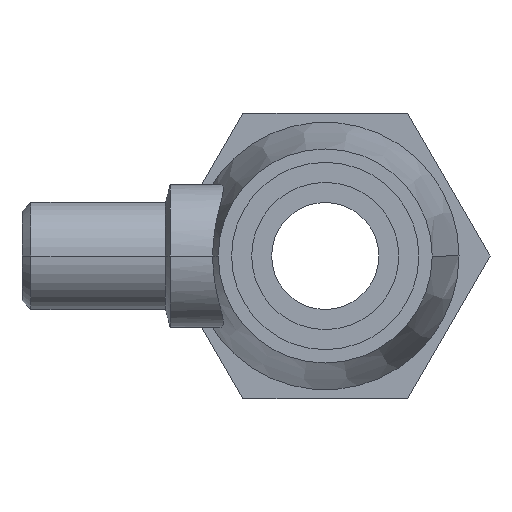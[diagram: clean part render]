
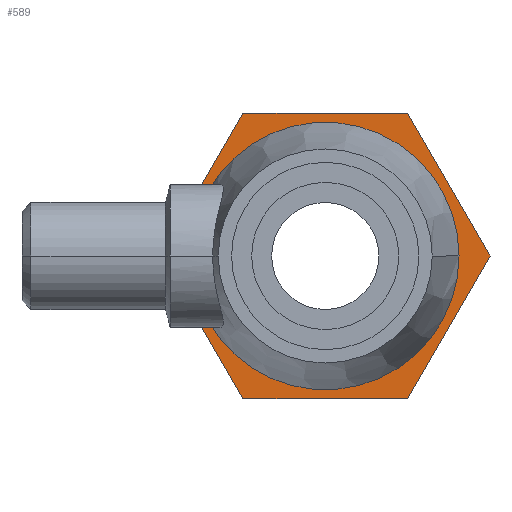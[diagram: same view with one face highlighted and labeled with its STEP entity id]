
A CAD part, left-side view. The second image highlights one B-rep face of the part: STEP entity #589.
In plain terms, the highlighted planar face has unit normal (-1, 0, 0).
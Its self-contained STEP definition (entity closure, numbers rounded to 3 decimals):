
#361 = EDGE_CURVE( '', #551, #823, #1024, .T. );
#365 = VERTEX_POINT( '', #1029 );
#395 = EDGE_CURVE( '', #689, #935, #1060, .T. );
#441 = EDGE_CURVE( '', #531, #551, #1111, .T. );
#479 = EDGE_CURVE( '', #365, #711, #1152, .T. );
#489 = EDGE_CURVE( '', #711, #531, #1163, .T. );
#531 = VERTEX_POINT( '', #1209 );
#551 = VERTEX_POINT( '', #1233 );
#589 = ADVANCED_FACE( '', ( #1274, #1275 ), #1276, .T. );
#647 = EDGE_CURVE( '', #823, #865, #1338, .T. );
#689 = VERTEX_POINT( '', #1387 );
#711 = VERTEX_POINT( '', #1414 );
#823 = VERTEX_POINT( '', #1543 );
#851 = EDGE_CURVE( '', #865, #365, #1575, .T. );
#865 = VERTEX_POINT( '', #1592 );
#883 = EDGE_CURVE( '', #935, #689, #1611, .T. );
#935 = VERTEX_POINT( '', #1670 );
#1024 = LINE( '', #1810, #1811 );
#1029 = CARTESIAN_POINT( '', ( 55.5, -9.238, -16. ) );
#1060 = CIRCLE( '', #1917, 12. );
#1111 = LINE( '', #1985, #1986 );
#1152 = LINE( '', #2086, #2087 );
#1163 = LINE( '', #2103, #2104 );
#1209 = CARTESIAN_POINT( '', ( 55.5, -9.238, 16. ) );
#1233 = CARTESIAN_POINT( '', ( 55.5, 9.238, 16. ) );
#1274 = FACE_OUTER_BOUND( '', #2289, .T. );
#1275 = FACE_BOUND( '', #2290, .T. );
#1276 = PLANE( '', #2291 );
#1338 = LINE( '', #2418, #2419 );
#1387 = CARTESIAN_POINT( '', ( 55.5, 12., 0. ) );
#1414 = CARTESIAN_POINT( '', ( 55.5, -18.475, 0. ) );
#1543 = CARTESIAN_POINT( '', ( 55.5, 18.475, 0. ) );
#1575 = LINE( '', #2806, #2807 );
#1592 = CARTESIAN_POINT( '', ( 55.5, 9.238, -16. ) );
#1611 = CIRCLE( '', #2886, 12. );
#1670 = CARTESIAN_POINT( '', ( 55.5, -12., 0. ) );
#1810 = CARTESIAN_POINT( '', ( 55.5, 13.797, 8.103 ) );
#1811 = VECTOR( '', #3131, 1. );
#1917 = AXIS2_PLACEMENT_3D( '', #3166, #3167, #3168 );
#1985 = CARTESIAN_POINT( '', ( 55.5, 4.381, 16. ) );
#1986 = VECTOR( '', #3233, 1. );
#2086 = CARTESIAN_POINT( '', ( 55.5, -9.297, -15.897 ) );
#2087 = VECTOR( '', #3276, 1. );
#2103 = CARTESIAN_POINT( '', ( 55.5, -13.916, 7.897 ) );
#2104 = VECTOR( '', #3292, 1. );
#2289 = EDGE_LOOP( '', ( #3434, #3435, #3436, #3437, #3438, #3439 ) );
#2290 = EDGE_LOOP( '', ( #3440, #3441 ) );
#2291 = AXIS2_PLACEMENT_3D( '', #3442, #3443, #3444 );
#2418 = CARTESIAN_POINT( '', ( 55.5, 18.416, -0.103 ) );
#2419 = VECTOR( '', #3509, 1. );
#2806 = CARTESIAN_POINT( '', ( 55.5, 13.619, -16. ) );
#2807 = VECTOR( '', #3802, 1. );
#2886 = AXIS2_PLACEMENT_3D( '', #3851, #3852, #3853 );
#3131 = DIRECTION( '', ( 0., 0.5, -0.866 ) );
#3166 = CARTESIAN_POINT( '', ( 55.5, 0., 0. ) );
#3167 = DIRECTION( '', ( -1., 0., 0. ) );
#3168 = DIRECTION( '', ( 0., 1., 0. ) );
#3233 = DIRECTION( '', ( 0., 1., 0. ) );
#3276 = DIRECTION( '', ( 0., -0.5, 0.866 ) );
#3292 = DIRECTION( '', ( 0., 0.5, 0.866 ) );
#3434 = ORIENTED_EDGE( '', *, *, #647, .T. );
#3435 = ORIENTED_EDGE( '', *, *, #851, .T. );
#3436 = ORIENTED_EDGE( '', *, *, #479, .T. );
#3437 = ORIENTED_EDGE( '', *, *, #489, .T. );
#3438 = ORIENTED_EDGE( '', *, *, #441, .T. );
#3439 = ORIENTED_EDGE( '', *, *, #361, .T. );
#3440 = ORIENTED_EDGE( '', *, *, #395, .F. );
#3441 = ORIENTED_EDGE( '', *, *, #883, .F. );
#3442 = CARTESIAN_POINT( '', ( 55.5, 18., 0. ) );
#3443 = DIRECTION( '', ( -1., 0., 0. ) );
#3444 = DIRECTION( '', ( 0., 1., 0. ) );
#3509 = DIRECTION( '', ( 0., -0.5, -0.866 ) );
#3802 = DIRECTION( '', ( 0., -1., 0. ) );
#3851 = CARTESIAN_POINT( '', ( 55.5, 0., 0. ) );
#3852 = DIRECTION( '', ( -1., 0., 0. ) );
#3853 = DIRECTION( '', ( 0., 1., 0. ) );
